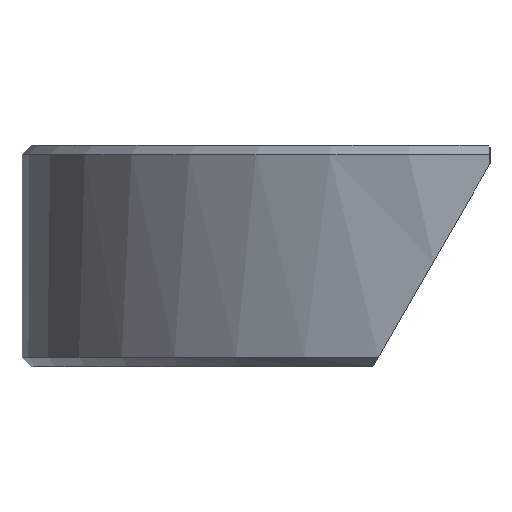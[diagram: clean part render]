
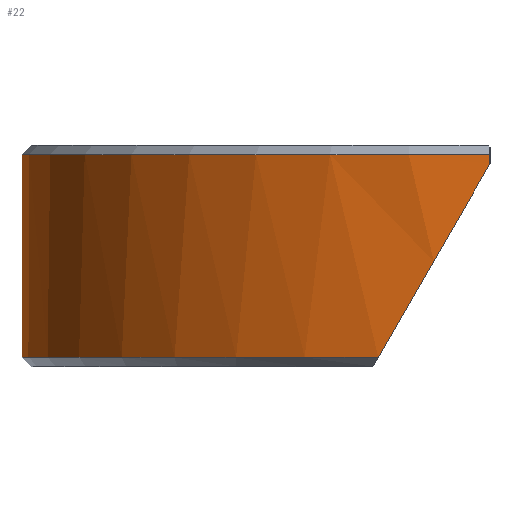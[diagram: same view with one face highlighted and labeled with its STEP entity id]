
A CAD part, left-side view. The second image highlights one B-rep face of the part: STEP entity #22.
In plain terms, the highlighted cylindrical face has radius 12.7 mm (diameter 25.4 mm), a partial arc.
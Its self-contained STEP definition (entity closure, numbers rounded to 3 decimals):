
#20 = EDGE_LOOP ( 'NONE', ( #23, #27, #30, #33, #40, #43 ) ) ;
#22 = ADVANCED_FACE ( 'NONE', ( #190 ), #172, .T. ) ;
#23 = ORIENTED_EDGE ( 'NONE', *, *, #24, .F. ) ;
#24 = EDGE_CURVE ( 'NONE', #25, #26, #173, .T. ) ;
#25 = VERTEX_POINT ( 'NONE', #165 ) ;
#26 = VERTEX_POINT ( 'NONE', #164 ) ;
#27 = ORIENTED_EDGE ( 'NONE', *, *, #28, .T. ) ;
#28 = EDGE_CURVE ( 'NONE', #25, #29, #163, .T. ) ;
#29 = VERTEX_POINT ( 'NONE', #158 ) ;
#30 = ORIENTED_EDGE ( 'NONE', *, *, #31, .T. ) ;
#31 = EDGE_CURVE ( 'NONE', #29, #32, #157, .T. ) ;
#32 = VERTEX_POINT ( 'NONE', #153 ) ;
#33 = ORIENTED_EDGE ( 'NONE', *, *, #34, .F. ) ;
#34 = EDGE_CURVE ( 'NONE', #35, #32, #299, .T. ) ;
#35 = VERTEX_POINT ( 'NONE', #152 ) ;
#40 = ORIENTED_EDGE ( 'NONE', *, *, #41, .T. ) ;
#41 = EDGE_CURVE ( 'NONE', #35, #42, #288, .T. ) ;
#42 = VERTEX_POINT ( 'NONE', #289 ) ;
#43 = ORIENTED_EDGE ( 'NONE', *, *, #44, .F. ) ;
#44 = EDGE_CURVE ( 'NONE', #26, #42, #282, .T. ) ;
#152 = CARTESIAN_POINT ( 'NONE',  ( 12.333, 3.031, -2.75 ) ) ;
#153 = CARTESIAN_POINT ( 'NONE',  ( 12.7, 0., 2.5 ) ) ;
#154 = DIRECTION ( 'NONE',  ( 0., 0., -1. ) ) ;
#155 = VECTOR ( 'NONE', #154, 1000. ) ;
#156 = CARTESIAN_POINT ( 'NONE',  ( 12.7, 0., 3. ) ) ;
#157 = LINE ( 'NONE', #156, #155 ) ;
#158 = CARTESIAN_POINT ( 'NONE',  ( 12.7, 0., 2.75 ) ) ;
#159 = DIRECTION ( 'NONE',  ( 1., 0., 0. ) ) ;
#160 = DIRECTION ( 'NONE',  ( 0., 0., -1. ) ) ;
#161 = CARTESIAN_POINT ( 'NONE',  ( 0., 0., 2.75 ) ) ;
#162 = AXIS2_PLACEMENT_3D ( 'NONE', #161, #160, #159 ) ;
#163 = CIRCLE ( 'NONE', #162, 12.7 ) ;
#164 = CARTESIAN_POINT ( 'NONE',  ( -12.7, 0., 2.5 ) ) ;
#165 = CARTESIAN_POINT ( 'NONE',  ( -12.7, 0., 2.75 ) ) ;
#166 = DIRECTION ( 'NONE',  ( 0., 0., -1. ) ) ;
#167 = VECTOR ( 'NONE', #166, 1000. ) ;
#168 = CARTESIAN_POINT ( 'NONE',  ( -12.7, 0., 3. ) ) ;
#169 = DIRECTION ( 'NONE',  ( -1., 0., 0. ) ) ;
#170 = DIRECTION ( 'NONE',  ( 0., 0., -1. ) ) ;
#171 = AXIS2_PLACEMENT_3D ( 'NONE', #174, #170, #169 ) ;
#172 = CYLINDRICAL_SURFACE ( 'NONE', #171, 12.7 ) ;
#173 = LINE ( 'NONE', #168, #167 ) ;
#174 = CARTESIAN_POINT ( 'NONE',  ( 0., 0., 3. ) ) ;
#190 = FACE_OUTER_BOUND ( 'NONE', #20, .T. ) ;
#226 = CARTESIAN_POINT ( 'NONE',  ( -12.333, 3.031, -2.75 ) ) ;
#227 = CARTESIAN_POINT ( 'NONE',  ( -12.577, 2.038, -1.03 ) ) ;
#279 = CARTESIAN_POINT ( 'NONE',  ( -12.7, 1.023, 0.729 ) ) ;
#280 = CARTESIAN_POINT ( 'NONE',  ( -12.7, 0., 2.5 ) ) ;
#282 =( BOUNDED_CURVE ( )  B_SPLINE_CURVE ( 3, ( #280, #279, #227, #226 ),
 .UNSPECIFIED., .F., .F. ) 
 B_SPLINE_CURVE_WITH_KNOTS ( ( 4, 4 ),
 ( 4.712, 4.953 ),
 .UNSPECIFIED. ) 
 CURVE ( )  GEOMETRIC_REPRESENTATION_ITEM ( )  RATIONAL_B_SPLINE_CURVE ( ( 1., 0.995, 0.995, 1. ) ) 
 REPRESENTATION_ITEM ( '' )  );
#284 = DIRECTION ( 'NONE',  ( 1., 0., 0. ) ) ;
#285 = DIRECTION ( 'NONE',  ( 0., 0., 1. ) ) ;
#286 = CARTESIAN_POINT ( 'NONE',  ( 0., 0., -2.75 ) ) ;
#287 = AXIS2_PLACEMENT_3D ( 'NONE', #286, #285, #284 ) ;
#288 = CIRCLE ( 'NONE', #287, 12.7 ) ;
#289 = CARTESIAN_POINT ( 'NONE',  ( -12.333, 3.031, -2.75 ) ) ;
#295 = CARTESIAN_POINT ( 'NONE',  ( 12.7, 0., 2.5 ) ) ;
#296 = CARTESIAN_POINT ( 'NONE',  ( 12.7, 1.023, 0.729 ) ) ;
#297 = CARTESIAN_POINT ( 'NONE',  ( 12.577, 2.038, -1.03 ) ) ;
#298 = CARTESIAN_POINT ( 'NONE',  ( 12.333, 3.031, -2.75 ) ) ;
#299 =( BOUNDED_CURVE ( )  B_SPLINE_CURVE ( 3, ( #298, #297, #296, #295 ),
 .UNSPECIFIED., .F., .T. ) 
 B_SPLINE_CURVE_WITH_KNOTS ( ( 4, 4 ),
 ( 1.33, 1.571 ),
 .UNSPECIFIED. ) 
 CURVE ( )  GEOMETRIC_REPRESENTATION_ITEM ( )  RATIONAL_B_SPLINE_CURVE ( ( 1., 0.995, 0.995, 1. ) ) 
 REPRESENTATION_ITEM ( '' )  );
